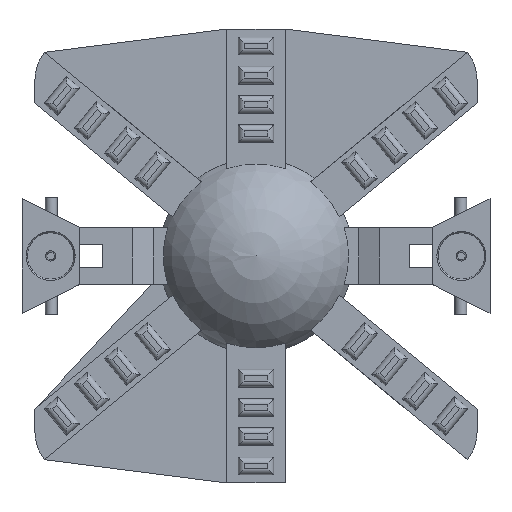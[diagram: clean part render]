
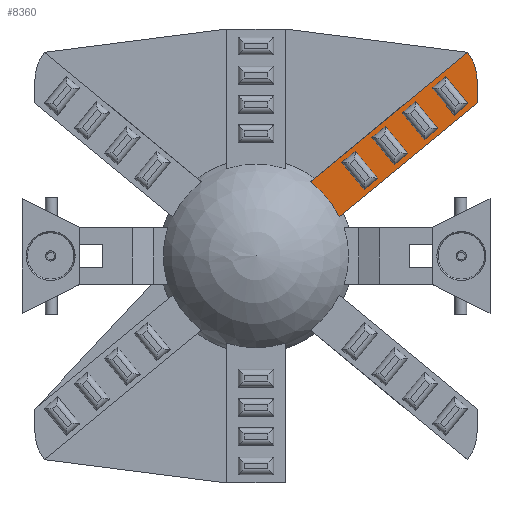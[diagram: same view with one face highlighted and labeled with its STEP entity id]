
A CAD part, top view. The second image highlights one B-rep face of the part: STEP entity #8360.
In plain terms, the highlighted planar face has unit normal (0, 0, 1).
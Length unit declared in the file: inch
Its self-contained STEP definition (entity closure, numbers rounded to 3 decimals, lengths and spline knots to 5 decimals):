
#102=FACE_BOUND('',#1251,.T.);
#103=FACE_BOUND('',#1252,.T.);
#104=FACE_BOUND('',#1253,.T.);
#105=FACE_BOUND('',#1254,.T.);
#392=PLANE('',#9041);
#698=FACE_OUTER_BOUND('',#1250,.T.);
#1250=EDGE_LOOP('',(#6211,#6212,#6213,#6214,#6215));
#1251=EDGE_LOOP('',(#6216,#6217,#6218,#6219));
#1252=EDGE_LOOP('',(#6220,#6221,#6222,#6223));
#1253=EDGE_LOOP('',(#6224,#6225,#6226,#6227));
#1254=EDGE_LOOP('',(#6228,#6229,#6230,#6231));
#1827=CIRCLE('',#8932,0.78511);
#1871=CIRCLE('',#9042,0.39);
#2311=LINE('',#13561,#3038);
#2314=LINE('',#13567,#3041);
#2315=LINE('',#13569,#3042);
#2316=LINE('',#13573,#3043);
#2317=LINE('',#13575,#3044);
#2318=LINE('',#13577,#3045);
#2319=LINE('',#13578,#3046);
#2320=LINE('',#13581,#3047);
#2321=LINE('',#13583,#3048);
#2322=LINE('',#13585,#3049);
#2323=LINE('',#13586,#3050);
#2324=LINE('',#13589,#3051);
#2325=LINE('',#13591,#3052);
#2326=LINE('',#13593,#3053);
#2327=LINE('',#13594,#3054);
#2328=LINE('',#13597,#3055);
#2329=LINE('',#13599,#3056);
#2330=LINE('',#13601,#3057);
#2331=LINE('',#13602,#3058);
#3038=VECTOR('',#10473,0.3937);
#3041=VECTOR('',#10478,0.3937);
#3042=VECTOR('',#10479,0.3937);
#3043=VECTOR('',#10482,0.3937);
#3044=VECTOR('',#10483,0.3937);
#3045=VECTOR('',#10484,0.3937);
#3046=VECTOR('',#10485,0.3937);
#3047=VECTOR('',#10486,0.3937);
#3048=VECTOR('',#10487,0.3937);
#3049=VECTOR('',#10488,0.3937);
#3050=VECTOR('',#10489,0.3937);
#3051=VECTOR('',#10490,0.3937);
#3052=VECTOR('',#10491,0.3937);
#3053=VECTOR('',#10492,0.3937);
#3054=VECTOR('',#10493,0.3937);
#3055=VECTOR('',#10494,0.3937);
#3056=VECTOR('',#10495,0.3937);
#3057=VECTOR('',#10496,0.3937);
#3058=VECTOR('',#10497,0.3937);
#3742=VERTEX_POINT('',#13291);
#3743=VERTEX_POINT('',#13293);
#3826=VERTEX_POINT('',#13560);
#3828=VERTEX_POINT('',#13566);
#3829=VERTEX_POINT('',#13568);
#3830=VERTEX_POINT('',#13571);
#3831=VERTEX_POINT('',#13572);
#3832=VERTEX_POINT('',#13574);
#3833=VERTEX_POINT('',#13576);
#3834=VERTEX_POINT('',#13579);
#3835=VERTEX_POINT('',#13580);
#3836=VERTEX_POINT('',#13582);
#3837=VERTEX_POINT('',#13584);
#3838=VERTEX_POINT('',#13587);
#3839=VERTEX_POINT('',#13588);
#3840=VERTEX_POINT('',#13590);
#3841=VERTEX_POINT('',#13592);
#3842=VERTEX_POINT('',#13595);
#3843=VERTEX_POINT('',#13596);
#3844=VERTEX_POINT('',#13598);
#3845=VERTEX_POINT('',#13600);
#4560=EDGE_CURVE('',#3742,#3743,#1827,.T.);
#4692=EDGE_CURVE('',#3826,#3742,#2311,.F.);
#4695=EDGE_CURVE('',#3743,#3828,#2314,.F.);
#4696=EDGE_CURVE('',#3829,#3826,#2315,.F.);
#4697=EDGE_CURVE('',#3828,#3829,#1871,.F.);
#4698=EDGE_CURVE('',#3830,#3831,#2316,.T.);
#4699=EDGE_CURVE('',#3832,#3830,#2317,.T.);
#4700=EDGE_CURVE('',#3833,#3832,#2318,.T.);
#4701=EDGE_CURVE('',#3831,#3833,#2319,.T.);
#4702=EDGE_CURVE('',#3834,#3835,#2320,.T.);
#4703=EDGE_CURVE('',#3836,#3834,#2321,.T.);
#4704=EDGE_CURVE('',#3837,#3836,#2322,.T.);
#4705=EDGE_CURVE('',#3835,#3837,#2323,.T.);
#4706=EDGE_CURVE('',#3838,#3839,#2324,.T.);
#4707=EDGE_CURVE('',#3840,#3838,#2325,.T.);
#4708=EDGE_CURVE('',#3841,#3840,#2326,.T.);
#4709=EDGE_CURVE('',#3839,#3841,#2327,.T.);
#4710=EDGE_CURVE('',#3842,#3843,#2328,.T.);
#4711=EDGE_CURVE('',#3844,#3842,#2329,.T.);
#4712=EDGE_CURVE('',#3845,#3844,#2330,.T.);
#4713=EDGE_CURVE('',#3843,#3845,#2331,.T.);
#6211=ORIENTED_EDGE('',*,*,#4695,.F.);
#6212=ORIENTED_EDGE('',*,*,#4560,.F.);
#6213=ORIENTED_EDGE('',*,*,#4692,.F.);
#6214=ORIENTED_EDGE('',*,*,#4696,.F.);
#6215=ORIENTED_EDGE('',*,*,#4697,.F.);
#6216=ORIENTED_EDGE('',*,*,#4698,.F.);
#6217=ORIENTED_EDGE('',*,*,#4699,.F.);
#6218=ORIENTED_EDGE('',*,*,#4700,.F.);
#6219=ORIENTED_EDGE('',*,*,#4701,.F.);
#6220=ORIENTED_EDGE('',*,*,#4702,.F.);
#6221=ORIENTED_EDGE('',*,*,#4703,.F.);
#6222=ORIENTED_EDGE('',*,*,#4704,.F.);
#6223=ORIENTED_EDGE('',*,*,#4705,.F.);
#6224=ORIENTED_EDGE('',*,*,#4706,.F.);
#6225=ORIENTED_EDGE('',*,*,#4707,.F.);
#6226=ORIENTED_EDGE('',*,*,#4708,.F.);
#6227=ORIENTED_EDGE('',*,*,#4709,.F.);
#6228=ORIENTED_EDGE('',*,*,#4710,.F.);
#6229=ORIENTED_EDGE('',*,*,#4711,.F.);
#6230=ORIENTED_EDGE('',*,*,#4712,.F.);
#6231=ORIENTED_EDGE('',*,*,#4713,.F.);
#8360=ADVANCED_FACE('',(#698,#102,#103,#104,#105),#392,.T.);
#8932=AXIS2_PLACEMENT_3D('',#13294,#10180,#10181);
#9041=AXIS2_PLACEMENT_3D('',#13565,#10476,#10477);
#9042=AXIS2_PLACEMENT_3D('',#13570,#10480,#10481);
#10180=DIRECTION('center_axis',(0.,0.,1.));
#10181=DIRECTION('ref_axis',(0.,1.,0.));
#10473=DIRECTION('',(0.771,0.636,0.));
#10476=DIRECTION('center_axis',(0.,0.,1.));
#10477=DIRECTION('ref_axis',(1.,0.,0.));
#10478=DIRECTION('',(-0.771,-0.636,0.));
#10479=DIRECTION('',(0.,1.,0.));
#10480=DIRECTION('center_axis',(0.,0.,1.));
#10481=DIRECTION('ref_axis',(0.,1.,0.));
#10482=DIRECTION('',(-0.636,0.772,0.));
#10483=DIRECTION('',(0.772,0.636,0.));
#10484=DIRECTION('',(0.636,-0.772,0.));
#10485=DIRECTION('',(-0.772,-0.636,0.));
#10486=DIRECTION('',(-0.636,0.772,0.));
#10487=DIRECTION('',(0.772,0.636,0.));
#10488=DIRECTION('',(0.636,-0.772,0.));
#10489=DIRECTION('',(-0.772,-0.636,0.));
#10490=DIRECTION('',(-0.636,0.772,0.));
#10491=DIRECTION('',(0.772,0.636,0.));
#10492=DIRECTION('',(0.636,-0.772,0.));
#10493=DIRECTION('',(-0.772,-0.636,0.));
#10494=DIRECTION('',(-0.636,0.772,0.));
#10495=DIRECTION('',(0.772,0.636,0.));
#10496=DIRECTION('',(0.636,-0.772,0.));
#10497=DIRECTION('',(-0.772,-0.636,0.));
#13291=CARTESIAN_POINT('',(0.70978,0.33557,0.34));
#13293=CARTESIAN_POINT('',(0.46434,0.63308,0.34));
#13294=CARTESIAN_POINT('Origin',(0.,0.,0.34));
#13560=CARTESIAN_POINT('',(1.89,1.30925,0.34));
#13561=CARTESIAN_POINT('',(0.19805,-0.08661,0.34));
#13565=CARTESIAN_POINT('Origin',(0.90651,-0.82094,0.34));
#13566=CARTESIAN_POINT('',(1.80688,1.74068,0.34));
#13567=CARTESIAN_POINT('',(0.93342,1.02007,0.34));
#13568=CARTESIAN_POINT('',(1.89,1.5,0.34));
#13569=CARTESIAN_POINT('',(1.89,0.2689,0.34));
#13570=CARTESIAN_POINT('Origin',(1.5,1.5,0.34));
#13571=CARTESIAN_POINT('',(1.04036,0.6638,0.34));
#13572=CARTESIAN_POINT('',(0.84954,0.89529,0.34));
#13573=CARTESIAN_POINT('',(1.28224,0.37038,0.34));
#13574=CARTESIAN_POINT('',(0.92462,0.56839,0.34));
#13575=CARTESIAN_POINT('',(0.63615,0.33059,0.34));
#13576=CARTESIAN_POINT('',(0.7338,0.79988,0.34));
#13577=CARTESIAN_POINT('',(1.26191,0.15923,0.34));
#13578=CARTESIAN_POINT('',(0.38745,0.51437,0.34));
#13579=CARTESIAN_POINT('',(1.29749,0.87593,0.34));
#13580=CARTESIAN_POINT('',(1.10666,1.10742,0.34));
#13581=CARTESIAN_POINT('',(1.5394,0.58246,0.34));
#13582=CARTESIAN_POINT('',(1.18174,0.78052,0.34));
#13583=CARTESIAN_POINT('',(0.76467,0.43671,0.34));
#13584=CARTESIAN_POINT('',(0.99092,1.01201,0.34));
#13585=CARTESIAN_POINT('',(1.51907,0.37131,0.34));
#13586=CARTESIAN_POINT('',(0.51597,0.62049,0.34));
#13587=CARTESIAN_POINT('',(1.55461,1.08806,0.34));
#13588=CARTESIAN_POINT('',(1.36379,1.31955,0.34));
#13589=CARTESIAN_POINT('',(1.79657,0.79454,0.34));
#13590=CARTESIAN_POINT('',(1.43887,0.99265,0.34));
#13591=CARTESIAN_POINT('',(0.89319,0.54282,0.34));
#13592=CARTESIAN_POINT('',(1.24804,1.22413,0.34));
#13593=CARTESIAN_POINT('',(1.77624,0.58338,0.34));
#13594=CARTESIAN_POINT('',(0.64449,0.7266,0.34));
#13595=CARTESIAN_POINT('',(1.81174,1.30019,0.34));
#13596=CARTESIAN_POINT('',(1.62091,1.53167,0.34));
#13597=CARTESIAN_POINT('',(2.05374,1.00661,0.34));
#13598=CARTESIAN_POINT('',(1.69599,1.20477,0.34));
#13599=CARTESIAN_POINT('',(1.02171,0.64894,0.34));
#13600=CARTESIAN_POINT('',(1.50517,1.43626,0.34));
#13601=CARTESIAN_POINT('',(2.03341,0.79546,0.34));
#13602=CARTESIAN_POINT('',(0.77301,0.83272,0.34));
